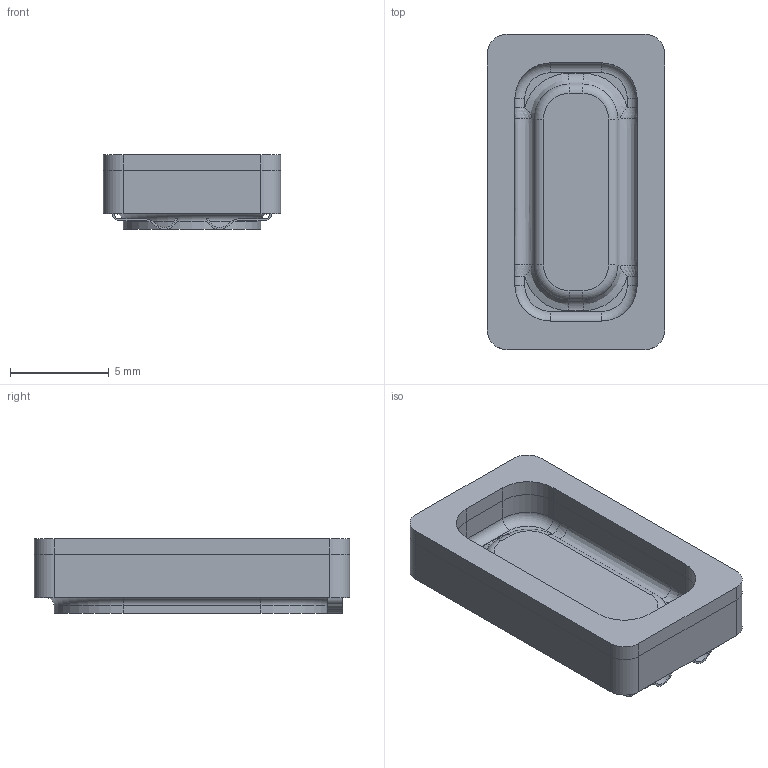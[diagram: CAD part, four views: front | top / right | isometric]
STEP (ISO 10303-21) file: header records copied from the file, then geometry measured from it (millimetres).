
FILE_DESCRIPTION(('FreeCAD Model'),'2;1');
FILE_NAME('Open CASCADE Shape Model','2021-09-29T14:57:51',('Author'),( ''),'Open CASCADE STEP processor 7.5','FreeCAD','Unknown');
FILE_SCHEMA(('AUTOMOTIVE_DESIGN { 1 0 10303 214 1 1 1 1 }'));
Length unit declared in the file: millimetre
Products named in the file (4): SP_1609S_1; Fillet005; Mirrored; Pad002
Assembly tree (3 placements, depth 2):
  SP_1609S_1
    Fillet005
    Mirrored
    Pad002
Bounding box: 9 x 16 x 3.8 mm (x, y, z)
Volume: 346.3 mm3; surface area: 682 mm2
Topology: 4 solids, 4 shells, 104 faces, 254 edges, 160 vertices
Faces by surface type: cylinder 42, plane 38, bspline 14, torus 10
Entity records: 5294 total; most frequent: CARTESIAN_POINT 2840, ORIENTED_EDGE 508, DIRECTION 494, EDGE_CURVE 254, AXIS2_PLACEMENT_3D 186, VERTEX_POINT 160, LINE 122, VECTOR 122
